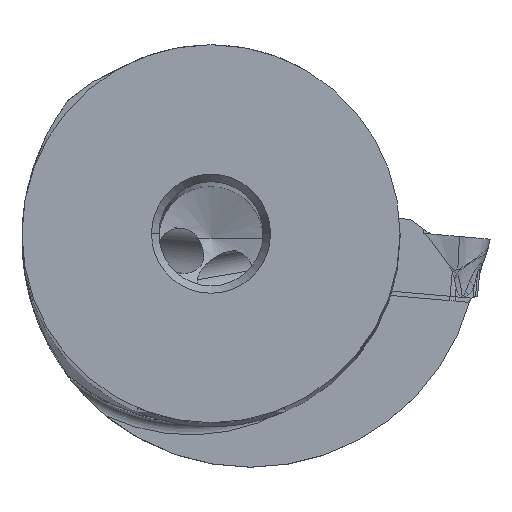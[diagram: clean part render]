
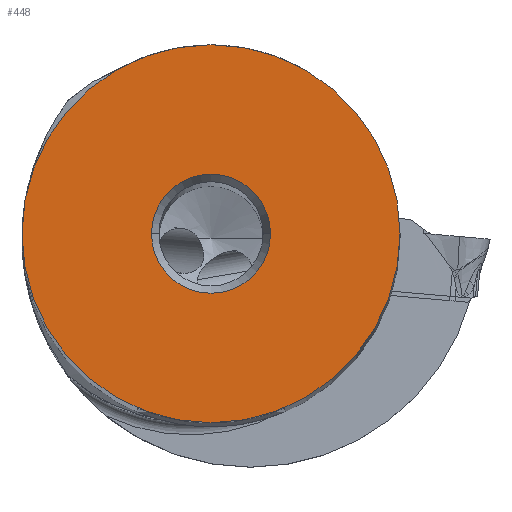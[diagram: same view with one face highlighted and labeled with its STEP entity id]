
A CAD part, top view. The second image highlights one B-rep face of the part: STEP entity #448.
In plain terms, the highlighted planar face has unit normal (0, 0, 1).
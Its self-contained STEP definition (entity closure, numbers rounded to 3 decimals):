
#59=FACE_BOUND('',#851,.T.);
#60=FACE_BOUND('',#852,.T.);
#140=PLANE('',#4117);
#448=ADVANCED_FACE('',(#59,#60),#140,.T.);
#851=EDGE_LOOP('',(#1926,#1927));
#852=EDGE_LOOP('',(#1928,#1929));
#1926=ORIENTED_EDGE('',*,*,#2959,.T.);
#1927=ORIENTED_EDGE('',*,*,#2951,.T.);
#1928=ORIENTED_EDGE('',*,*,#2965,.T.);
#1929=ORIENTED_EDGE('',*,*,#2966,.T.);
#2393=VERTEX_POINT('',#11813);
#2394=VERTEX_POINT('',#11814);
#2405=VERTEX_POINT('',#11841);
#2406=VERTEX_POINT('',#11842);
#2951=EDGE_CURVE('',#2393,#2394,#3430,.T.);
#2959=EDGE_CURVE('',#2394,#2393,#3431,.T.);
#2965=EDGE_CURVE('',#2405,#2406,#3432,.T.);
#2966=EDGE_CURVE('',#2406,#2405,#3433,.T.);
#3430=CIRCLE('',#4105,12.7);
#3431=CIRCLE('',#4110,12.7);
#3432=CIRCLE('',#4115,4.);
#3433=CIRCLE('',#4116,4.);
#4105=AXIS2_PLACEMENT_3D('',#11812,#4732,#4733);
#4110=AXIS2_PLACEMENT_3D('',#11828,#4746,#4747);
#4115=AXIS2_PLACEMENT_3D('',#11840,#4758,#4759);
#4116=AXIS2_PLACEMENT_3D('',#11843,#4760,#4761);
#4117=AXIS2_PLACEMENT_3D('',#11844,#4762,#4763);
#4732=DIRECTION('',(0.,0.,1.));
#4733=DIRECTION('',(1.,0.,0.));
#4746=DIRECTION('',(0.,0.,1.));
#4747=DIRECTION('',(-1.,0.,0.));
#4758=DIRECTION('',(0.,0.,-1.));
#4759=DIRECTION('',(-1.,0.,0.));
#4760=DIRECTION('',(0.,0.,-1.));
#4761=DIRECTION('',(1.,0.,0.));
#4762=DIRECTION('',(0.,0.,1.));
#4763=DIRECTION('',(-1.,0.,0.));
#11812=CARTESIAN_POINT('',(0.,0.,0.));
#11813=CARTESIAN_POINT('',(12.7,0.,0.));
#11814=CARTESIAN_POINT('',(-12.7,0.,0.));
#11828=CARTESIAN_POINT('',(0.,0.,0.));
#11840=CARTESIAN_POINT('',(0.,0.,0.));
#11841=CARTESIAN_POINT('',(-4.,0.,0.));
#11842=CARTESIAN_POINT('',(4.,0.,0.));
#11843=CARTESIAN_POINT('',(0.,0.,0.));
#11844=CARTESIAN_POINT('',(0.,0.,0.));
